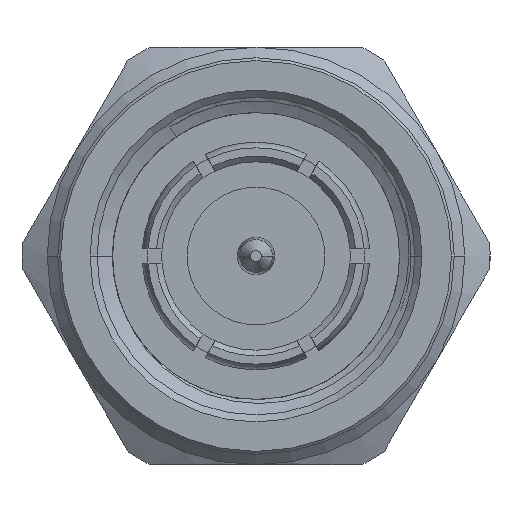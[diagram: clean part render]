
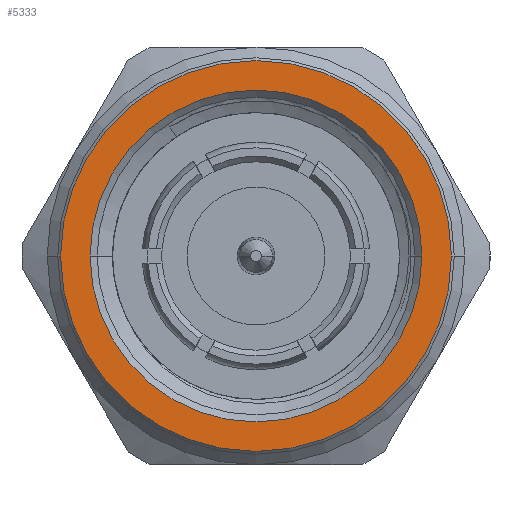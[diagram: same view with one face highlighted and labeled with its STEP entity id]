
A CAD part, left-side view. The second image highlights one B-rep face of the part: STEP entity #5333.
In plain terms, the highlighted planar face has unit normal (-1, 0, 0).
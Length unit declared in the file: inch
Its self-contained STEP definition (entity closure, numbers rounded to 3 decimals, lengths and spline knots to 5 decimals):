
#901=CARTESIAN_POINT('',(-0.03139,0.,0.));
#902=DIRECTION('',(-1.,0.,0.));
#903=DIRECTION('',(0.,1.,0.));
#904=AXIS2_PLACEMENT_3D('',#901,#902,#903);
#906=CARTESIAN_POINT('',(-0.03139,0.,0.));
#907=DIRECTION('',(-1.,0.,0.));
#908=DIRECTION('',(0.,-1.,0.));
#909=AXIS2_PLACEMENT_3D('',#906,#907,#908);
#911=CARTESIAN_POINT('',(-0.03139,0.,0.));
#912=DIRECTION('',(1.,0.,0.));
#913=DIRECTION('',(0.,1.,0.));
#914=AXIS2_PLACEMENT_3D('',#911,#912,#913);
#916=CARTESIAN_POINT('',(-0.03139,0.,0.));
#917=DIRECTION('',(1.,0.,0.));
#918=DIRECTION('',(0.,-1.,0.));
#919=AXIS2_PLACEMENT_3D('',#916,#917,#918);
#4013=CARTESIAN_POINT('',(-0.03139,0.23234,0.));
#4014=CARTESIAN_POINT('',(-0.03139,-0.23234,0.));
#4015=VERTEX_POINT('',#4013);
#4016=VERTEX_POINT('',#4014);
#4069=CARTESIAN_POINT('',(-0.03139,0.27362,0.));
#4070=CARTESIAN_POINT('',(-0.03139,-0.27362,0.));
#4071=VERTEX_POINT('',#4069);
#4072=VERTEX_POINT('',#4070);
#5317=CARTESIAN_POINT('',(-0.03139,0.,0.));
#5318=DIRECTION('',(1.,0.,0.));
#5319=DIRECTION('',(0.,0.,-1.));
#5320=AXIS2_PLACEMENT_3D('',#5317,#5318,#5319);
#5321=PLANE('',#5320);
#5322=ORIENTED_EDGE('',*,*,#5307,.F.);
#5324=ORIENTED_EDGE('',*,*,#5323,.F.);
#5325=EDGE_LOOP('',(#5322,#5324));
#5326=FACE_OUTER_BOUND('',#5325,.F.);
#5328=ORIENTED_EDGE('',*,*,#5327,.F.);
#5330=ORIENTED_EDGE('',*,*,#5329,.F.);
#5331=EDGE_LOOP('',(#5328,#5330));
#5332=FACE_BOUND('',#5331,.F.);
#5333=ADVANCED_FACE('',(#5326,#5332),#5321,.F.);
#905=CIRCLE('',#904,0.27362);
#910=CIRCLE('',#909,0.27362);
#915=CIRCLE('',#914,0.23234);
#920=CIRCLE('',#919,0.23234);
#5307=EDGE_CURVE('',#4071,#4072,#905,.T.);
#5323=EDGE_CURVE('',#4072,#4071,#910,.T.);
#5327=EDGE_CURVE('',#4015,#4016,#915,.T.);
#5329=EDGE_CURVE('',#4016,#4015,#920,.T.);
